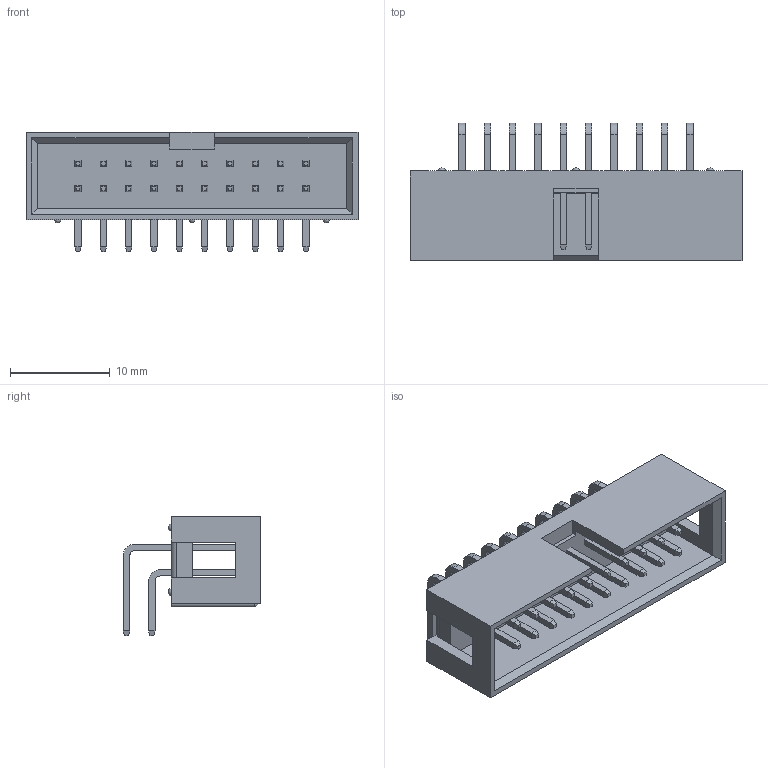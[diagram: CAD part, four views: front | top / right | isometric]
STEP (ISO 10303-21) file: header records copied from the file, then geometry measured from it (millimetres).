
FILE_DESCRIPTION(('STEP AP214'), '1');
FILE_NAME('DS1013-10RSiB', '2016-04-20T21:29:29', ('Nobody'), (''), 'ASCON STEP Converter 1.3', 'ASCON Math Kernel', '');
FILE_SCHEMA(('AUTOMOTIVE_DESIGN { 1 0 10303 214 3 1 1}'));
Length unit declared in the file: millimetre
Bounding box: 33.3 x 13.8 x 12 mm (x, y, z)
Volume: 1274.5 mm3; surface area: 2800 mm2
Topology: 21 solids, 21 shells, 589 faces, 1333 edges, 805 vertices
Faces by surface type: plane 535, cylinder 45, torus 6, sphere 3
Entity records: 20726 total; most frequent: CARTESIAN_POINT 2719, ORIENTED_EDGE 2648, DIRECTION 2612, EDGE_CURVE 1324, LINE 1216, VECTOR 1216, VERTEX_POINT 805, AXIS2_PLACEMENT_3D 698
